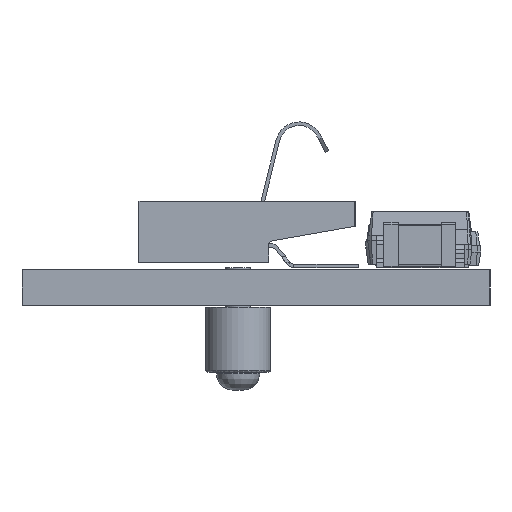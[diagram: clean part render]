
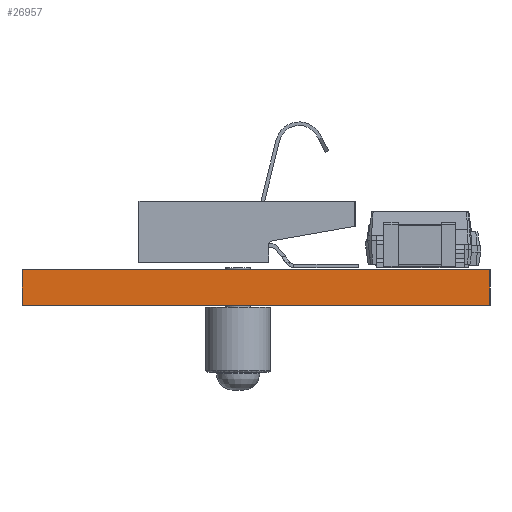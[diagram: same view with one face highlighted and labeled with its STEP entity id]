
A CAD part, left-side view. The second image highlights one B-rep face of the part: STEP entity #26957.
In plain terms, the highlighted planar face has unit normal (-1, 0, 0).
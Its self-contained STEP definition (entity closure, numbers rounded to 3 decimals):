
#25197 = EDGE_CURVE('',#25198,#25200,#25202,.T.);
#25198 = VERTEX_POINT('',#25199);
#25199 = CARTESIAN_POINT('',(57.,-100.,0.));
#25200 = VERTEX_POINT('',#25201);
#25201 = CARTESIAN_POINT('',(57.,-100.,1.));
#25202 = LINE('',#25203,#25204);
#25203 = CARTESIAN_POINT('',(57.,-100.,0.));
#25204 = VECTOR('',#25205,1.);
#25205 = DIRECTION('',(0.,0.,1.));
#25261 = EDGE_CURVE('',#25262,#25198,#25264,.T.);
#25262 = VERTEX_POINT('',#25263);
#25263 = CARTESIAN_POINT('',(57.,-113.,0.));
#25264 = LINE('',#25265,#25266);
#25265 = CARTESIAN_POINT('',(57.,-113.,0.));
#25266 = VECTOR('',#25267,1.);
#25267 = DIRECTION('',(0.,1.,0.));
#26112 = EDGE_CURVE('',#26113,#25200,#26115,.T.);
#26113 = VERTEX_POINT('',#26114);
#26114 = CARTESIAN_POINT('',(57.,-113.,1.));
#26115 = LINE('',#26116,#26117);
#26116 = CARTESIAN_POINT('',(57.,-113.,1.));
#26117 = VECTOR('',#26118,1.);
#26118 = DIRECTION('',(0.,1.,0.));
#26957 = ADVANCED_FACE('',(#26958),#26969,.T.);
#26958 = FACE_BOUND('',#26959,.T.);
#26959 = EDGE_LOOP('',(#26960,#26966,#26967,#26968));
#26960 = ORIENTED_EDGE('',*,*,#26961,.T.);
#26961 = EDGE_CURVE('',#25262,#26113,#26962,.T.);
#26962 = LINE('',#26963,#26964);
#26963 = CARTESIAN_POINT('',(57.,-113.,0.));
#26964 = VECTOR('',#26965,1.);
#26965 = DIRECTION('',(0.,0.,1.));
#26966 = ORIENTED_EDGE('',*,*,#26112,.T.);
#26967 = ORIENTED_EDGE('',*,*,#25197,.F.);
#26968 = ORIENTED_EDGE('',*,*,#25261,.F.);
#26969 = PLANE('',#26970);
#26970 = AXIS2_PLACEMENT_3D('',#26971,#26972,#26973);
#26971 = CARTESIAN_POINT('',(57.,-113.,0.));
#26972 = DIRECTION('',(-1.,0.,0.));
#26973 = DIRECTION('',(0.,1.,0.));
